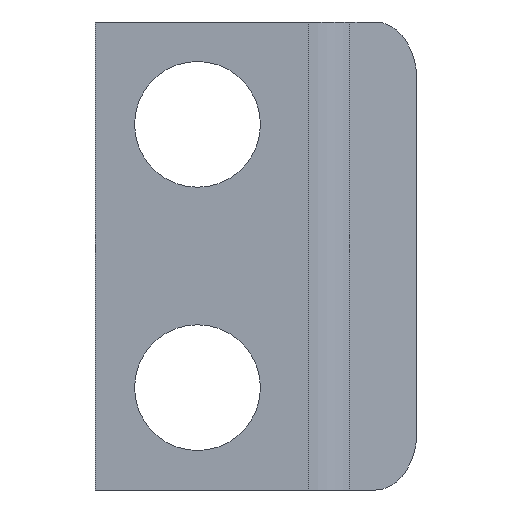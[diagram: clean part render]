
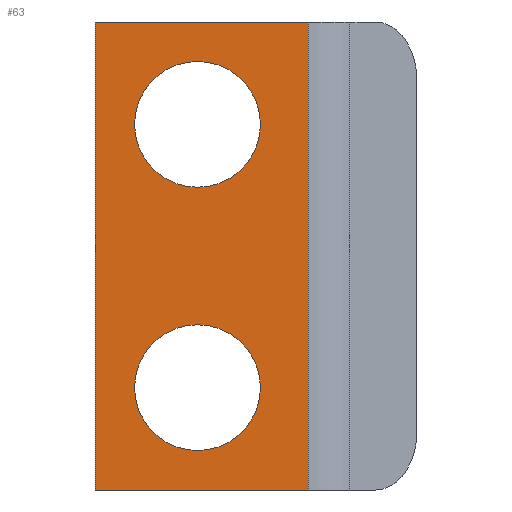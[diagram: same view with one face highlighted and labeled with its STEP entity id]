
A CAD part, front view. The second image highlights one B-rep face of the part: STEP entity #63.
In plain terms, the highlighted planar face has unit normal (0, -1, 0).
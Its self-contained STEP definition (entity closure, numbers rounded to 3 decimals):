
#63 = ADVANCED_FACE( '', ( #123, #124, #125 ), #126, .F. );
#123 = FACE_BOUND( '', #185, .T. );
#124 = FACE_BOUND( '', #186, .T. );
#125 = FACE_OUTER_BOUND( '', #187, .T. );
#126 = PLANE( '', #188 );
#185 = EDGE_LOOP( '', ( #240 ) );
#186 = EDGE_LOOP( '', ( #241 ) );
#187 = EDGE_LOOP( '', ( #242, #243, #244, #245 ) );
#188 = AXIS2_PLACEMENT_3D( '', #246, #247, #248 );
#240 = ORIENTED_EDGE( '', *, *, #362, .F. );
#241 = ORIENTED_EDGE( '', *, *, #363, .F. );
#242 = ORIENTED_EDGE( '', *, *, #364, .T. );
#243 = ORIENTED_EDGE( '', *, *, #365, .F. );
#244 = ORIENTED_EDGE( '', *, *, #366, .F. );
#245 = ORIENTED_EDGE( '', *, *, #358, .T. );
#246 = CARTESIAN_POINT( '', ( 0., 0., 8. ) );
#247 = DIRECTION( '', ( 0., 1., 0. ) );
#248 = DIRECTION( '', ( 0., 0., 1. ) );
#358 = EDGE_CURVE( '', #408, #406, #409, .T. );
#362 = EDGE_CURVE( '', #414, #414, #415, .F. );
#363 = EDGE_CURVE( '', #416, #416, #417, .F. );
#364 = EDGE_CURVE( '', #406, #418, #419, .T. );
#365 = EDGE_CURVE( '', #420, #418, #421, .T. );
#366 = EDGE_CURVE( '', #408, #420, #422, .T. );
#406 = VERTEX_POINT( '', #478 );
#408 = VERTEX_POINT( '', #481 );
#409 = LINE( '', #482, #483 );
#414 = VERTEX_POINT( '', #490 );
#415 = CIRCLE( '', #491, 2.15 );
#416 = VERTEX_POINT( '', #492 );
#417 = CIRCLE( '', #493, 2.15 );
#418 = VERTEX_POINT( '', #494 );
#419 = LINE( '', #495, #496 );
#420 = VERTEX_POINT( '', #497 );
#421 = LINE( '', #498, #499 );
#422 = LINE( '', #500, #501 );
#478 = CARTESIAN_POINT( '', ( 0., 0., -8. ) );
#481 = CARTESIAN_POINT( '', ( 0., 0., 8. ) );
#482 = CARTESIAN_POINT( '', ( 0., 0., 8. ) );
#483 = VECTOR( '', #571, 1000. );
#490 = CARTESIAN_POINT( '', ( 3.5, 0., 6.65 ) );
#491 = AXIS2_PLACEMENT_3D( '', #574, #575, #576 );
#492 = CARTESIAN_POINT( '', ( 3.5, 0., -2.35 ) );
#493 = AXIS2_PLACEMENT_3D( '', #577, #578, #579 );
#494 = CARTESIAN_POINT( '', ( 7.293, 0., -8. ) );
#495 = CARTESIAN_POINT( '', ( 0., 0., -8. ) );
#496 = VECTOR( '', #580, 1000. );
#497 = CARTESIAN_POINT( '', ( 7.293, 0., 8. ) );
#498 = CARTESIAN_POINT( '', ( 7.293, 0., 8. ) );
#499 = VECTOR( '', #581, 1000. );
#500 = CARTESIAN_POINT( '', ( 0., 0., 8. ) );
#501 = VECTOR( '', #582, 1000. );
#571 = DIRECTION( '', ( 0., 0., -1. ) );
#574 = CARTESIAN_POINT( '', ( 3.5, 0., 4.5 ) );
#575 = DIRECTION( '', ( 0., 1., 0. ) );
#576 = DIRECTION( '', ( 0., 0., 1. ) );
#577 = CARTESIAN_POINT( '', ( 3.5, 0., -4.5 ) );
#578 = DIRECTION( '', ( 0., 1., 0. ) );
#579 = DIRECTION( '', ( 0., 0., 1. ) );
#580 = DIRECTION( '', ( 1., 0., 0. ) );
#581 = DIRECTION( '', ( 0., 0., -1. ) );
#582 = DIRECTION( '', ( 1., 0., 0. ) );
